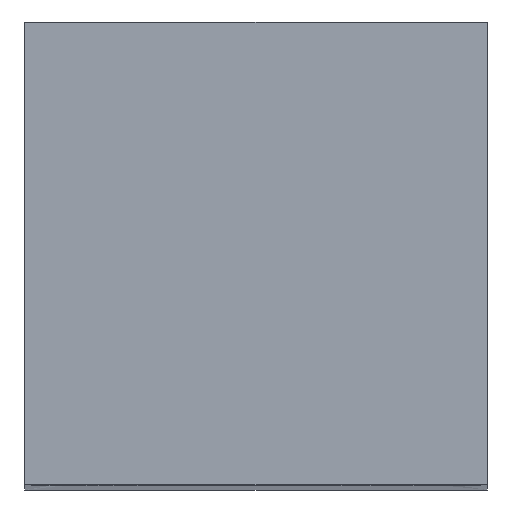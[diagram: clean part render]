
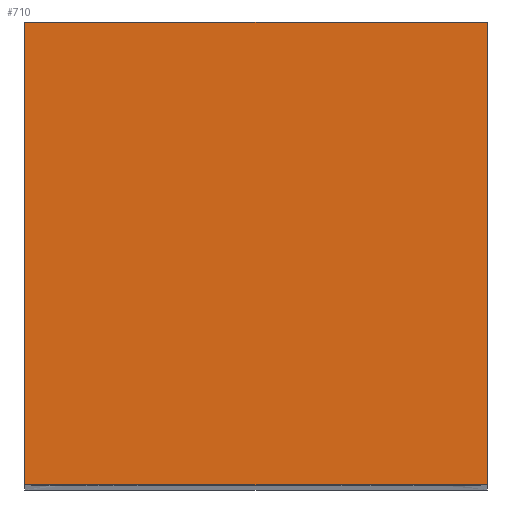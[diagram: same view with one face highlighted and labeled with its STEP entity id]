
A CAD part, top view. The second image highlights one B-rep face of the part: STEP entity #710.
In plain terms, the highlighted planar face has unit normal (0, 0, 1).
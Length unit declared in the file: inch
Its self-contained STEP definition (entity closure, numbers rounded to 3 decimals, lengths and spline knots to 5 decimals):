
#20 = DIRECTION ( 'NONE',  ( -1., 0., 0. ) ) ;
#39 = CARTESIAN_POINT ( 'NONE',  ( -0.15748, -0.15748, 0. ) ) ;
#43 = ORIENTED_EDGE ( 'NONE', *, *, #402, .F. ) ;
#58 = CARTESIAN_POINT ( 'NONE',  ( -0.05249, 0.15748, 0. ) ) ;
#61 = CARTESIAN_POINT ( 'NONE',  ( -0.15748, 0.15748, 0. ) ) ;
#81 = CARTESIAN_POINT ( 'NONE',  ( 0.15748, -0.15748, 0. ) ) ;
#114 = CARTESIAN_POINT ( 'NONE',  ( 0.15748, 0.15748, 0. ) ) ;
#162 = EDGE_CURVE ( 'NONE', #527, #805, #509, .T. ) ;
#227 = EDGE_LOOP ( 'NONE', ( #494, #790, #43, #707 ) ) ;
#243 = CARTESIAN_POINT ( 'NONE',  ( -0.15748, -0.15748, 0. ) ) ;
#247 = VERTEX_POINT ( 'NONE', #243 ) ;
#294 = AXIS2_PLACEMENT_3D ( 'NONE', #713, #389, #20 ) ;
#325 = FACE_OUTER_BOUND ( 'NONE', #227, .T. ) ;
#330 = PLANE ( 'NONE',  #294 ) ;
#389 = DIRECTION ( 'NONE',  ( 0., 0., -1. ) ) ;
#402 = EDGE_CURVE ( 'NONE', #805, #247, #717, .T. ) ;
#411 = CARTESIAN_POINT ( 'NONE',  ( 0.15748, -0.15748, 0. ) ) ;
#430 = CARTESIAN_POINT ( 'NONE',  ( -0.15748, 0.15748, 0. ) ) ;
#458 = EDGE_CURVE ( 'NONE', #678, #527, #459, .T. ) ;
#459 = B_SPLINE_CURVE_WITH_KNOTS ( 'NONE', 3,
 ( #430, #58, #492, #114 ),
 .UNSPECIFIED., .F., .F.,
 ( 4, 4 ),
 ( 0., 1. ),
 .UNSPECIFIED. ) ;
#483 = CARTESIAN_POINT ( 'NONE',  ( 0.15748, 0.15748, 0. ) ) ;
#492 = CARTESIAN_POINT ( 'NONE',  ( 0.05249, 0.15748, 0. ) ) ;
#494 = ORIENTED_EDGE ( 'NONE', *, *, #458, .F. ) ;
#508 = CARTESIAN_POINT ( 'NONE',  ( -0.15748, -0.15748, 0. ) ) ;
#509 = B_SPLINE_CURVE_WITH_KNOTS ( 'NONE', 3,
 ( #483, #555, #740, #807 ),
 .UNSPECIFIED., .F., .F.,
 ( 4, 4 ),
 ( 0., 1. ),
 .UNSPECIFIED. ) ;
#527 = VERTEX_POINT ( 'NONE', #683 ) ;
#555 = CARTESIAN_POINT ( 'NONE',  ( 0.15748, 0.05249, 0. ) ) ;
#579 = B_SPLINE_CURVE_WITH_KNOTS ( 'NONE', 3,
 ( #508, #765, #629, #61 ),
 .UNSPECIFIED., .F., .F.,
 ( 4, 4 ),
 ( 0., 1. ),
 .UNSPECIFIED. ) ;
#601 = CARTESIAN_POINT ( 'NONE',  ( 0.05249, -0.15748, 0. ) ) ;
#629 = CARTESIAN_POINT ( 'NONE',  ( -0.15748, 0.05249, 0. ) ) ;
#641 = CARTESIAN_POINT ( 'NONE',  ( -0.15748, 0.15748, 0. ) ) ;
#650 = EDGE_CURVE ( 'NONE', #247, #678, #579, .T. ) ;
#672 = CARTESIAN_POINT ( 'NONE',  ( -0.05249, -0.15748, 0. ) ) ;
#678 = VERTEX_POINT ( 'NONE', #641 ) ;
#683 = CARTESIAN_POINT ( 'NONE',  ( 0.15748, 0.15748, 0. ) ) ;
#707 = ORIENTED_EDGE ( 'NONE', *, *, #162, .F. ) ;
#710 = ADVANCED_FACE ( 'NONE', ( #325 ), #330, .F. ) ;
#713 = CARTESIAN_POINT ( 'NONE',  ( 0.16378, -0.16378, 0. ) ) ;
#717 = B_SPLINE_CURVE_WITH_KNOTS ( 'NONE', 3,
 ( #411, #601, #672, #39 ),
 .UNSPECIFIED., .F., .F.,
 ( 4, 4 ),
 ( 0., 1. ),
 .UNSPECIFIED. ) ;
#740 = CARTESIAN_POINT ( 'NONE',  ( 0.15748, -0.05249, 0. ) ) ;
#765 = CARTESIAN_POINT ( 'NONE',  ( -0.15748, -0.05249, 0. ) ) ;
#790 = ORIENTED_EDGE ( 'NONE', *, *, #650, .F. ) ;
#805 = VERTEX_POINT ( 'NONE', #81 ) ;
#807 = CARTESIAN_POINT ( 'NONE',  ( 0.15748, -0.15748, 0. ) ) ;
